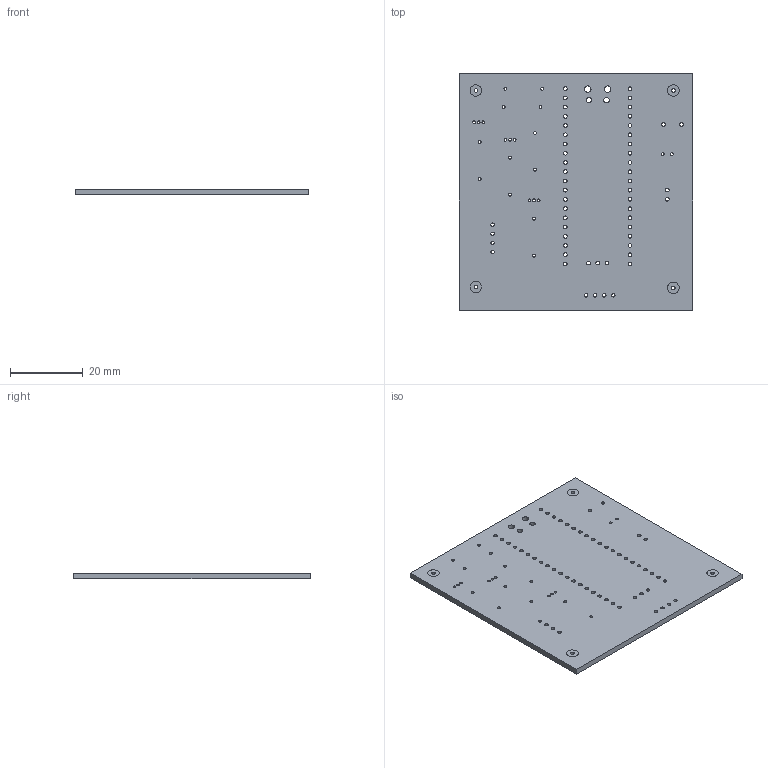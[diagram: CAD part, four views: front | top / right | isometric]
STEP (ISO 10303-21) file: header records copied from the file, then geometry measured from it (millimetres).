
FILE_DESCRIPTION(('FreeCAD Model'),'2;1');
FILE_NAME('Open CASCADE Shape Model','2024-08-17T11:18:38',(''),(''), 'Open CASCADE STEP processor 7.6','FreeCAD','Unknown');
FILE_SCHEMA(('AUTOMOTIVE_DESIGN { 1 0 10303 214 1 1 1 1 }'));
Length unit declared in the file: millimetre
Products named in the file (1): Body_PCB_Drill_Template
Bounding box: 64.26 x 65.02 x 1.6 mm (x, y, z)
Volume: 6576 mm3; surface area: 9062.5 mm2
Topology: 1 solids, 1 shells, 104 faces, 294 edges, 200 vertices
Faces by surface type: cylinder 90, plane 14
Full cylindrical faces by diameter (mm): 0.75 x9, 0.8 x14, 0.95 x8, 1 x8, 1.02 x43, 1.5 x2, 1.8 x2, 3.2 x4
Entity records: 8246 total; most frequent: CARTESIAN_POINT 2291, DIRECTION 1100, ORIENTED_EDGE 588, PCURVE 588, DEFINITIONAL_REPRESENTATION 588, LINE 490, VECTOR 490, AXIS2_PLACEMENT_3D 297
